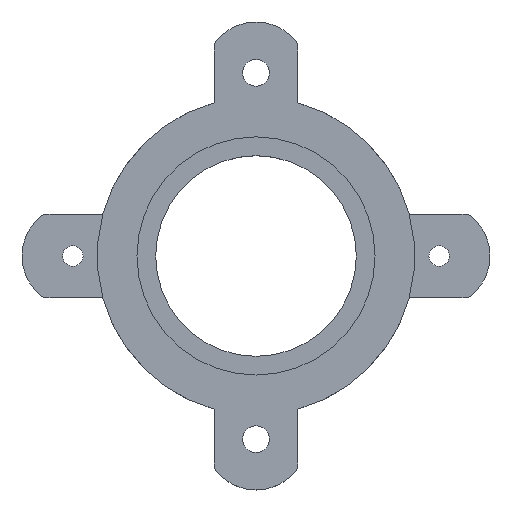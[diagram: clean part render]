
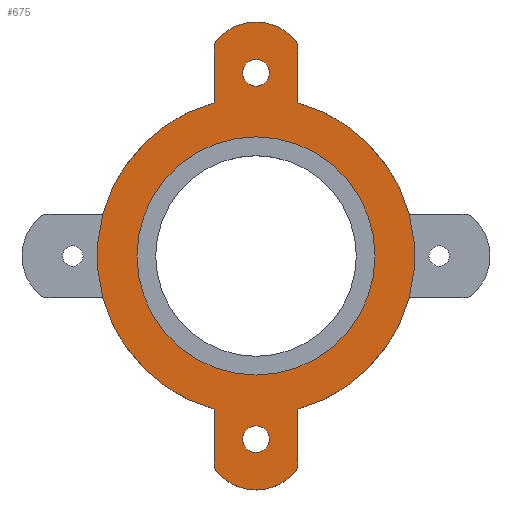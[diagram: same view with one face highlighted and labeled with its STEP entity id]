
A CAD part, top view. The second image highlights one B-rep face of the part: STEP entity #675.
In plain terms, the highlighted planar face has unit normal (0, 0, 1).
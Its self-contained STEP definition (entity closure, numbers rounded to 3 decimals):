
#60=LINE('',#1190,#102);
#64=LINE('',#1202,#106);
#68=LINE('',#1214,#110);
#72=LINE('',#1226,#114);
#102=VECTOR('',#987,10.);
#106=VECTOR('',#999,10.);
#110=VECTOR('',#1011,10.);
#114=VECTOR('',#1023,10.);
#144=FACE_BOUND('',#227,.T.);
#145=FACE_BOUND('',#228,.T.);
#146=FACE_BOUND('',#229,.T.);
#182=FACE_OUTER_BOUND('',#226,.T.);
#226=EDGE_LOOP('',(#592,#593,#594,#595,#596,#597,#598,#599));
#227=EDGE_LOOP('',(#600));
#228=EDGE_LOOP('',(#601));
#229=EDGE_LOOP('',(#602));
#268=CIRCLE('',#792,1.6);
#271=CIRCLE('',#796,1.6);
#273=CIRCLE('',#799,14.25);
#275=CIRCLE('',#803,19.);
#277=CIRCLE('',#807,6.08);
#279=CIRCLE('',#811,19.);
#281=CIRCLE('',#815,6.08);
#324=VERTEX_POINT('',#1166);
#327=VERTEX_POINT('',#1174);
#329=VERTEX_POINT('',#1180);
#332=VERTEX_POINT('',#1187);
#333=VERTEX_POINT('',#1189);
#335=VERTEX_POINT('',#1195);
#337=VERTEX_POINT('',#1201);
#339=VERTEX_POINT('',#1207);
#341=VERTEX_POINT('',#1213);
#343=VERTEX_POINT('',#1219);
#345=VERTEX_POINT('',#1225);
#404=EDGE_CURVE('',#324,#324,#268,.T.);
#408=EDGE_CURVE('',#327,#327,#271,.T.);
#411=EDGE_CURVE('',#329,#329,#273,.T.);
#414=EDGE_CURVE('',#333,#332,#60,.T.);
#417=EDGE_CURVE('',#335,#333,#275,.T.);
#420=EDGE_CURVE('',#337,#335,#64,.T.);
#423=EDGE_CURVE('',#339,#337,#277,.T.);
#426=EDGE_CURVE('',#341,#339,#68,.T.);
#429=EDGE_CURVE('',#343,#341,#279,.T.);
#432=EDGE_CURVE('',#345,#343,#72,.T.);
#435=EDGE_CURVE('',#332,#345,#281,.T.);
#592=ORIENTED_EDGE('',*,*,#435,.T.);
#593=ORIENTED_EDGE('',*,*,#432,.T.);
#594=ORIENTED_EDGE('',*,*,#429,.T.);
#595=ORIENTED_EDGE('',*,*,#426,.T.);
#596=ORIENTED_EDGE('',*,*,#423,.T.);
#597=ORIENTED_EDGE('',*,*,#420,.T.);
#598=ORIENTED_EDGE('',*,*,#417,.T.);
#599=ORIENTED_EDGE('',*,*,#414,.T.);
#600=ORIENTED_EDGE('',*,*,#404,.T.);
#601=ORIENTED_EDGE('',*,*,#408,.T.);
#602=ORIENTED_EDGE('',*,*,#411,.T.);
#630=PLANE('',#816);
#675=ADVANCED_FACE('',(#182,#144,#145,#146),#630,.T.);
#792=AXIS2_PLACEMENT_3D('',#1168,#965,#966);
#796=AXIS2_PLACEMENT_3D('',#1176,#974,#975);
#799=AXIS2_PLACEMENT_3D('',#1182,#981,#982);
#803=AXIS2_PLACEMENT_3D('',#1196,#993,#994);
#807=AXIS2_PLACEMENT_3D('',#1208,#1005,#1006);
#811=AXIS2_PLACEMENT_3D('',#1220,#1017,#1018);
#815=AXIS2_PLACEMENT_3D('',#1230,#1029,#1030);
#816=AXIS2_PLACEMENT_3D('',#1231,#1031,#1032);
#965=DIRECTION('center_axis',(0.,0.,-1.));
#966=DIRECTION('ref_axis',(1.,0.,0.));
#974=DIRECTION('center_axis',(0.,0.,-1.));
#975=DIRECTION('ref_axis',(1.,0.,0.));
#981=DIRECTION('center_axis',(0.,0.,-1.));
#982=DIRECTION('ref_axis',(-1.,0.,0.));
#987=DIRECTION('',(0.,1.,0.));
#993=DIRECTION('center_axis',(0.,0.,1.));
#994=DIRECTION('ref_axis',(0.263,-0.965,0.));
#999=DIRECTION('',(0.,1.,0.));
#1005=DIRECTION('center_axis',(0.,0.,1.));
#1006=DIRECTION('ref_axis',(-0.822,-0.569,0.));
#1011=DIRECTION('',(0.,-1.,0.));
#1017=DIRECTION('center_axis',(0.,0.,1.));
#1018=DIRECTION('ref_axis',(-0.263,0.965,0.));
#1023=DIRECTION('',(0.,-1.,0.));
#1029=DIRECTION('center_axis',(0.,0.,1.));
#1030=DIRECTION('ref_axis',(0.822,0.569,0.));
#1031=DIRECTION('center_axis',(0.,0.,1.));
#1032=DIRECTION('ref_axis',(1.,0.,0.));
#1166=CARTESIAN_POINT('',(-1.6,21.92,1.6));
#1168=CARTESIAN_POINT('Origin',(0.,21.92,1.6));
#1174=CARTESIAN_POINT('',(-1.6,-21.92,1.6));
#1176=CARTESIAN_POINT('Origin',(0.,-21.92,1.6));
#1180=CARTESIAN_POINT('',(14.25,0.,1.6));
#1182=CARTESIAN_POINT('Origin',(0.,0.,1.6));
#1187=CARTESIAN_POINT('',(5.,25.379,1.6));
#1189=CARTESIAN_POINT('',(5.,18.33,1.6));
#1190=CARTESIAN_POINT('',(5.,18.33,1.6));
#1195=CARTESIAN_POINT('',(5.,-18.33,1.6));
#1196=CARTESIAN_POINT('Origin',(0.,0.,1.6));
#1201=CARTESIAN_POINT('',(5.,-25.379,1.6));
#1202=CARTESIAN_POINT('',(5.,-25.379,1.6));
#1207=CARTESIAN_POINT('',(-5.,-25.379,1.6));
#1208=CARTESIAN_POINT('Origin',(0.,-21.92,1.6));
#1213=CARTESIAN_POINT('',(-5.,-18.33,1.6));
#1214=CARTESIAN_POINT('',(-5.,-18.33,1.6));
#1219=CARTESIAN_POINT('',(-5.,18.33,1.6));
#1220=CARTESIAN_POINT('Origin',(0.,0.,1.6));
#1225=CARTESIAN_POINT('',(-5.,25.379,1.6));
#1226=CARTESIAN_POINT('',(-5.,25.379,1.6));
#1230=CARTESIAN_POINT('Origin',(0.,21.92,1.6));
#1231=CARTESIAN_POINT('Origin',(0.,0.,
1.6));
